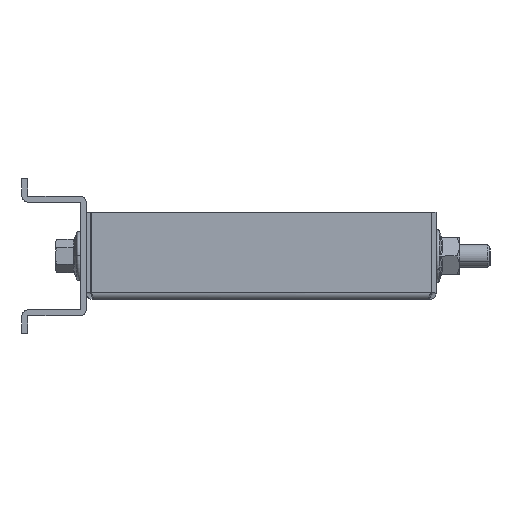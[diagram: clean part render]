
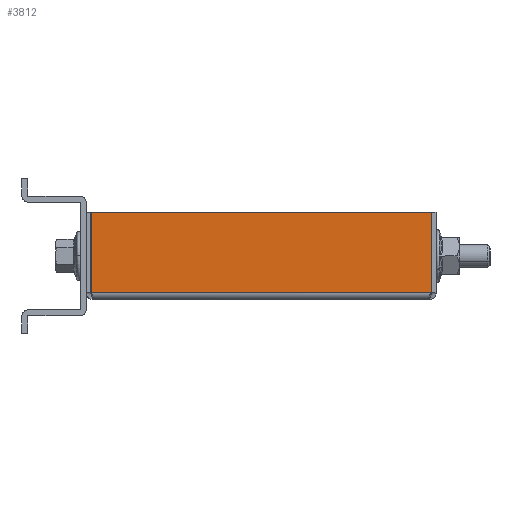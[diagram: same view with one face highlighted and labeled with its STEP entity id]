
A CAD part, left-side view. The second image highlights one B-rep face of the part: STEP entity #3812.
In plain terms, the highlighted face is planar.
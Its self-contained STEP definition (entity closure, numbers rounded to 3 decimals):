
#189 = FACE_OUTER_BOUND ( 'NONE', #2994, .T. ) ;
#677 = CARTESIAN_POINT ( 'NONE',  ( -58.32, 1.5, -25. ) ) ;
#1187 = ORIENTED_EDGE ( 'NONE', *, *, #1643, .T. ) ;
#1210 = LINE ( 'NONE', #4953, #12018 ) ;
#1427 = VERTEX_POINT ( 'NONE', #8067 ) ;
#1643 = EDGE_CURVE ( 'NONE', #9920, #1427, #1210, .T. ) ;
#2188 = DIRECTION ( 'NONE',  ( -1., 0., 0. ) ) ;
#2494 = EDGE_CURVE ( 'NONE', #9233, #1427, #11789, .T. ) ;
#2896 = AXIS2_PLACEMENT_3D ( 'NONE', #3874, #10388, #6680 ) ;
#2915 = CARTESIAN_POINT ( 'NONE',  ( -58.32, 30., -25. ) ) ;
#2947 = PLANE ( 'NONE',  #2896 ) ;
#2994 = EDGE_LOOP ( 'NONE', ( #10484, #7192, #11218, #1187 ) ) ;
#3562 = CARTESIAN_POINT ( 'NONE',  ( -60., 30., -25. ) ) ;
#3812 = ADVANCED_FACE ( 'NONE', ( #189 ), #2947, .T. ) ;
#3874 = CARTESIAN_POINT ( 'NONE',  ( 0., 0., -25. ) ) ;
#4953 = CARTESIAN_POINT ( 'NONE',  ( 0., 2.5, -25. ) ) ;
#5011 = CARTESIAN_POINT ( 'NONE',  ( 58.32, 0., -25. ) ) ;
#5022 = VECTOR ( 'NONE', #7632, 1000. ) ;
#6444 = CARTESIAN_POINT ( 'NONE',  ( 58.32, 2.5, -25. ) ) ;
#6680 = DIRECTION ( 'NONE',  ( -1., 0., 0. ) ) ;
#7192 = ORIENTED_EDGE ( 'NONE', *, *, #10611, .F. ) ;
#7295 = DIRECTION ( 'NONE',  ( -1., 0., 0. ) ) ;
#7374 = EDGE_CURVE ( 'NONE', #11793, #9920, #8548, .T. ) ;
#7632 = DIRECTION ( 'NONE',  ( 0., -1., 0. ) ) ;
#8067 = CARTESIAN_POINT ( 'NONE',  ( -58.32, 2.5, -25. ) ) ;
#8548 = LINE ( 'NONE', #5011, #5022 ) ;
#8849 = VECTOR ( 'NONE', #7295, 1000. ) ;
#9233 = VERTEX_POINT ( 'NONE', #2915 ) ;
#9668 = CARTESIAN_POINT ( 'NONE',  ( 58.32, 30., -25. ) ) ;
#9776 = DIRECTION ( 'NONE',  ( 0., -1., 0. ) ) ;
#9920 = VERTEX_POINT ( 'NONE', #6444 ) ;
#10388 = DIRECTION ( 'NONE',  ( 0., 0., -1. ) ) ;
#10484 = ORIENTED_EDGE ( 'NONE', *, *, #2494, .F. ) ;
#10611 = EDGE_CURVE ( 'NONE', #11793, #9233, #11917, .T. ) ;
#10647 = VECTOR ( 'NONE', #9776, 1000. ) ;
#11218 = ORIENTED_EDGE ( 'NONE', *, *, #7374, .T. ) ;
#11789 = LINE ( 'NONE', #677, #10647 ) ;
#11793 = VERTEX_POINT ( 'NONE', #9668 ) ;
#11917 = LINE ( 'NONE', #3562, #8849 ) ;
#12018 = VECTOR ( 'NONE', #2188, 1000. ) ;
